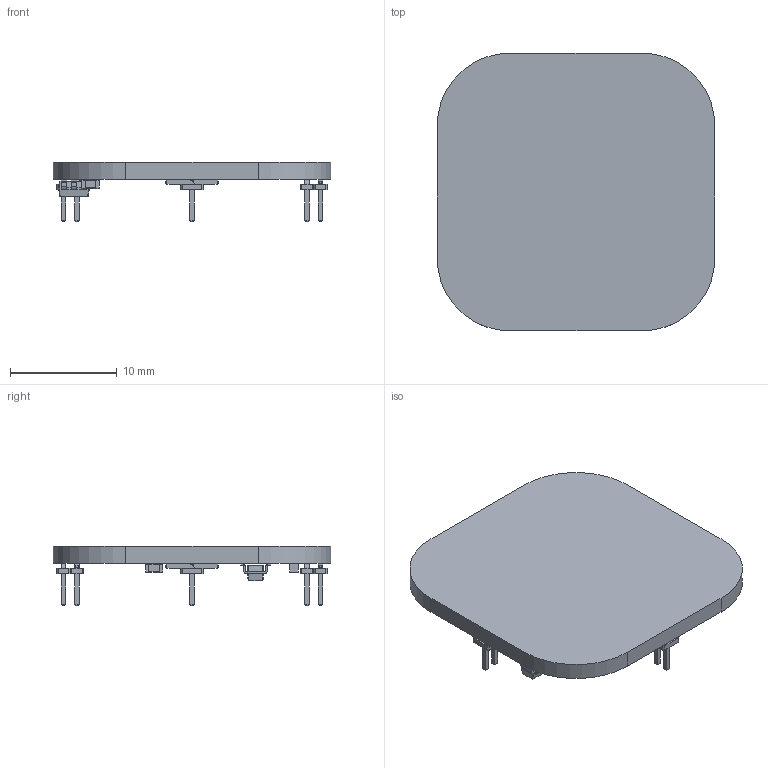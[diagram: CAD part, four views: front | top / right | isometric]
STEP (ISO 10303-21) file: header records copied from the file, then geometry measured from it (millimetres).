
FILE_DESCRIPTION(('KiCad electronic assembly'),'2;1');
FILE_NAME('Kockica.step','2022-11-23T11:40:16',('Pcbnew'),('Kicad'), 'Open CASCADE STEP processor 7.6','KiCad to STEP converter','Unknown' );
FILE_SCHEMA(('AUTOMOTIVE_DESIGN { 1 0 10303 214 1 1 1 1 }'));
Length unit declared in the file: millimetre
Products named in the file (8): Kockica 1; PinHeader_1x02_P1.27mm_Vertical_SMD_Pin1Left; SOLID; SOT-23-6; C_0603_1608Metric; Dice PCB
Assembly tree (11 placements, depth 3):
  Kockica 1
    PinHeader_1x02_P1.27mm_Vertical_SMD_Pin1Left  x4
      SOLID
    SOT-23-6
      SOLID
    C_0603_1608Metric  x2
      SOLID
    Dice PCB
Bounding box: 26 x 26 x 5.55 mm (x, y, z)
Volume: 1044.1 mm3; surface area: 1586.8 mm2
Topology: 8 solids, 8 shells, 406 faces, 1022 edges, 644 vertices
Faces by surface type: bspline 396, plane 6, cylinder 4
Entity records: 13830 total; most frequent: CARTESIAN_POINT 4978, B_SPLINE_CURVE_WITH_KNOTS 1420, ORIENTED_EDGE 1096, PCURVE 1096, DEFINITIONAL_REPRESENTATION 1096, EDGE_CURVE 548, SURFACE_CURVE 548, VERTEX_POINT 344
